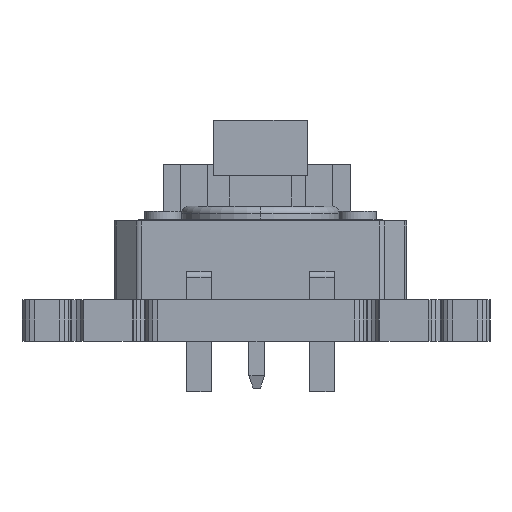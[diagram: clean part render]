
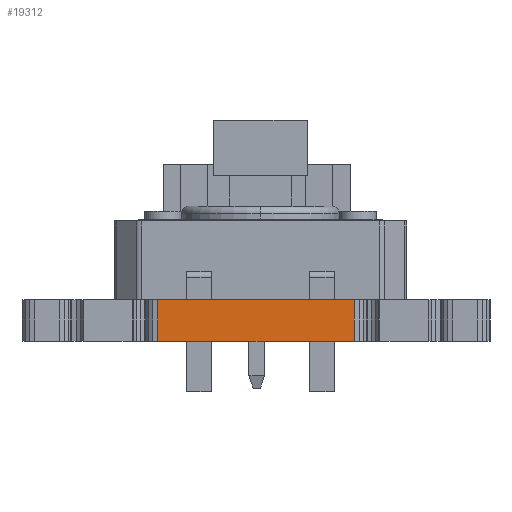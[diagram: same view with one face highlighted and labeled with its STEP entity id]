
A CAD part, left-side view. The second image highlights one B-rep face of the part: STEP entity #19312.
In plain terms, the highlighted planar face has unit normal (-1, 0.001, 0).
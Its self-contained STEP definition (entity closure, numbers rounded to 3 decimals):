
#95 = PLANE('',#96);
#96 = AXIS2_PLACEMENT_3D('',#97,#98,#99);
#97 = CARTESIAN_POINT('',(0.177,0.652,1.697));
#98 = DIRECTION('',(0.,0.,-1.));
#99 = DIRECTION('',(-1.,0.,0.));
#149 = PLANE('',#150);
#150 = AXIS2_PLACEMENT_3D('',#151,#152,#153);
#151 = CARTESIAN_POINT('',(0.177,0.652,0.));
#152 = DIRECTION('',(0.,0.,-1.));
#153 = DIRECTION('',(-1.,0.,0.));
#19204 = PLANE('',#19205);
#19205 = AXIS2_PLACEMENT_3D('',#19206,#19207,#19208);
#19206 = CARTESIAN_POINT('',(0.177,13.652,0.));
#19207 = DIRECTION('',(0.,1.,0.));
#19208 = DIRECTION('',(1.,0.,0.));
#19242 = VERTEX_POINT('',#19243);
#19243 = CARTESIAN_POINT('',(0.187,13.652,1.697));
#19264 = EDGE_CURVE('',#19265,#19242,#19267,.T.);
#19265 = VERTEX_POINT('',#19266);
#19266 = CARTESIAN_POINT('',(0.187,13.652,0.));
#19267 = SURFACE_CURVE('',#19268,(#19272,#19279),.PCURVE_S1.);
#19268 = LINE('',#19269,#19270);
#19269 = CARTESIAN_POINT('',(0.187,13.652,0.));
#19270 = VECTOR('',#19271,1.);
#19271 = DIRECTION('',(0.,0.,1.));
#19272 = PCURVE('',#19204,#19273);
#19273 = DEFINITIONAL_REPRESENTATION('',(#19274),#19278);
#19274 = LINE('',#19275,#19276);
#19275 = CARTESIAN_POINT('',(0.01,0.));
#19276 = VECTOR('',#19277,1.);
#19277 = DIRECTION('',(0.,-1.));
#19278 = ( GEOMETRIC_REPRESENTATION_CONTEXT(2) 
PARAMETRIC_REPRESENTATION_CONTEXT() REPRESENTATION_CONTEXT('2D SPACE',''
  ) );
#19279 = PCURVE('',#19280,#19285);
#19280 = PLANE('',#19281);
#19281 = AXIS2_PLACEMENT_3D('',#19282,#19283,#19284);
#19282 = CARTESIAN_POINT('',(0.187,13.652,0.));
#19283 = DIRECTION('',(1.,-0.001,0.));
#19284 = DIRECTION('',(-0.001,-1.,0.));
#19285 = DEFINITIONAL_REPRESENTATION('',(#19286),#19290);
#19286 = LINE('',#19287,#19288);
#19287 = CARTESIAN_POINT('',(0.,0.));
#19288 = VECTOR('',#19289,1.);
#19289 = DIRECTION('',(0.,-1.));
#19290 = ( GEOMETRIC_REPRESENTATION_CONTEXT(2) 
PARAMETRIC_REPRESENTATION_CONTEXT() REPRESENTATION_CONTEXT('2D SPACE',''
  ) );
#19312 = ADVANCED_FACE('',(#19313),#19280,.F.);
#19313 = FACE_BOUND('',#19314,.F.);
#19314 = EDGE_LOOP('',(#19315,#19316,#19339,#19367));
#19315 = ORIENTED_EDGE('',*,*,#19264,.T.);
#19316 = ORIENTED_EDGE('',*,*,#19317,.T.);
#19317 = EDGE_CURVE('',#19242,#19318,#19320,.T.);
#19318 = VERTEX_POINT('',#19319);
#19319 = CARTESIAN_POINT('',(0.177,5.652,1.697));
#19320 = SURFACE_CURVE('',#19321,(#19325,#19332),.PCURVE_S1.);
#19321 = LINE('',#19322,#19323);
#19322 = CARTESIAN_POINT('',(0.187,13.652,1.697));
#19323 = VECTOR('',#19324,1.);
#19324 = DIRECTION('',(-0.001,-1.,0.));
#19325 = PCURVE('',#19280,#19326);
#19326 = DEFINITIONAL_REPRESENTATION('',(#19327),#19331);
#19327 = LINE('',#19328,#19329);
#19328 = CARTESIAN_POINT('',(0.,-1.697));
#19329 = VECTOR('',#19330,1.);
#19330 = DIRECTION('',(1.,0.));
#19331 = ( GEOMETRIC_REPRESENTATION_CONTEXT(2) 
PARAMETRIC_REPRESENTATION_CONTEXT() REPRESENTATION_CONTEXT('2D SPACE',''
  ) );
#19332 = PCURVE('',#95,#19333);
#19333 = DEFINITIONAL_REPRESENTATION('',(#19334),#19338);
#19334 = LINE('',#19335,#19336);
#19335 = CARTESIAN_POINT('',(-0.01,13.));
#19336 = VECTOR('',#19337,1.);
#19337 = DIRECTION('',(0.001,-1.));
#19338 = ( GEOMETRIC_REPRESENTATION_CONTEXT(2) 
PARAMETRIC_REPRESENTATION_CONTEXT() REPRESENTATION_CONTEXT('2D SPACE',''
  ) );
#19339 = ORIENTED_EDGE('',*,*,#19340,.F.);
#19340 = EDGE_CURVE('',#19341,#19318,#19343,.T.);
#19341 = VERTEX_POINT('',#19342);
#19342 = CARTESIAN_POINT('',(0.177,5.652,0.));
#19343 = SURFACE_CURVE('',#19344,(#19348,#19355),.PCURVE_S1.);
#19344 = LINE('',#19345,#19346);
#19345 = CARTESIAN_POINT('',(0.177,5.652,0.));
#19346 = VECTOR('',#19347,1.);
#19347 = DIRECTION('',(0.,0.,1.));
#19348 = PCURVE('',#19280,#19349);
#19349 = DEFINITIONAL_REPRESENTATION('',(#19350),#19354);
#19350 = LINE('',#19351,#19352);
#19351 = CARTESIAN_POINT('',(8.,0.));
#19352 = VECTOR('',#19353,1.);
#19353 = DIRECTION('',(0.,-1.));
#19354 = ( GEOMETRIC_REPRESENTATION_CONTEXT(2) 
PARAMETRIC_REPRESENTATION_CONTEXT() REPRESENTATION_CONTEXT('2D SPACE',''
  ) );
#19355 = PCURVE('',#19356,#19361);
#19356 = PLANE('',#19357);
#19357 = AXIS2_PLACEMENT_3D('',#19358,#19359,#19360);
#19358 = CARTESIAN_POINT('',(0.177,5.652,0.));
#19359 = DIRECTION('',(0.981,0.195,0.));
#19360 = DIRECTION('',(0.195,-0.981,0.));
#19361 = DEFINITIONAL_REPRESENTATION('',(#19362),#19366);
#19362 = LINE('',#19363,#19364);
#19363 = CARTESIAN_POINT('',(0.,0.));
#19364 = VECTOR('',#19365,1.);
#19365 = DIRECTION('',(0.,-1.));
#19366 = ( GEOMETRIC_REPRESENTATION_CONTEXT(2) 
PARAMETRIC_REPRESENTATION_CONTEXT() REPRESENTATION_CONTEXT('2D SPACE',''
  ) );
#19367 = ORIENTED_EDGE('',*,*,#19368,.F.);
#19368 = EDGE_CURVE('',#19265,#19341,#19369,.T.);
#19369 = SURFACE_CURVE('',#19370,(#19374,#19381),.PCURVE_S1.);
#19370 = LINE('',#19371,#19372);
#19371 = CARTESIAN_POINT('',(0.187,13.652,0.));
#19372 = VECTOR('',#19373,1.);
#19373 = DIRECTION('',(-0.001,-1.,0.));
#19374 = PCURVE('',#19280,#19375);
#19375 = DEFINITIONAL_REPRESENTATION('',(#19376),#19380);
#19376 = LINE('',#19377,#19378);
#19377 = CARTESIAN_POINT('',(0.,0.));
#19378 = VECTOR('',#19379,1.);
#19379 = DIRECTION('',(1.,0.));
#19380 = ( GEOMETRIC_REPRESENTATION_CONTEXT(2) 
PARAMETRIC_REPRESENTATION_CONTEXT() REPRESENTATION_CONTEXT('2D SPACE',''
  ) );
#19381 = PCURVE('',#149,#19382);
#19382 = DEFINITIONAL_REPRESENTATION('',(#19383),#19387);
#19383 = LINE('',#19384,#19385);
#19384 = CARTESIAN_POINT('',(-0.01,13.));
#19385 = VECTOR('',#19386,1.);
#19386 = DIRECTION('',(0.001,-1.));
#19387 = ( GEOMETRIC_REPRESENTATION_CONTEXT(2) 
PARAMETRIC_REPRESENTATION_CONTEXT() REPRESENTATION_CONTEXT('2D SPACE',''
  ) );
